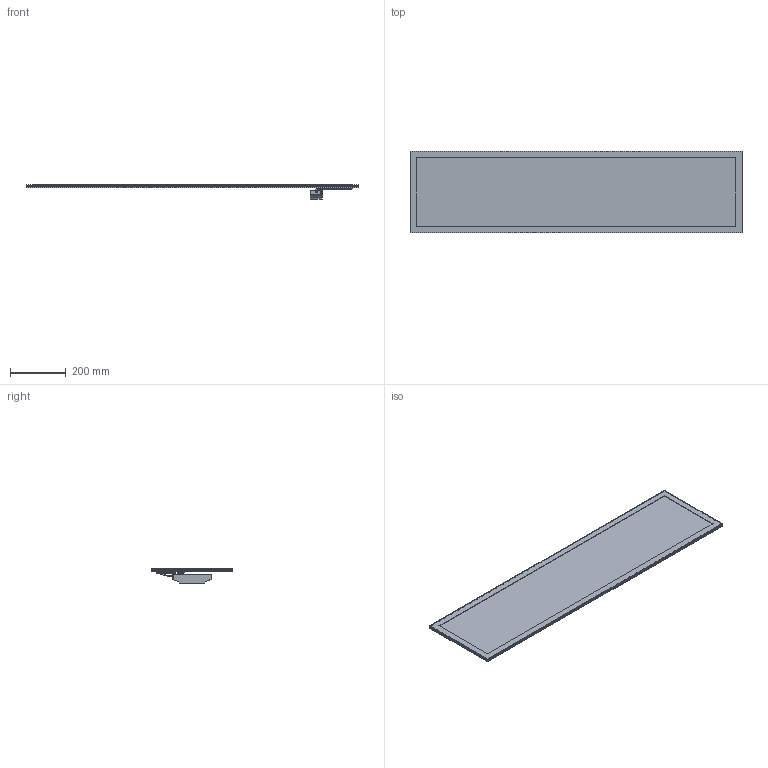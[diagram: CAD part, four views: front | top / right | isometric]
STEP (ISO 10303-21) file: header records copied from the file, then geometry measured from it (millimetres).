
FILE_DESCRIPTION (( 'STEP AP203' ), '1' );
FILE_NAME ('Ñâåòîäèîäíàÿ ïàíåëü ÄÂÎ6568,1195õ295õ11,Å,40Âò,4500Ê IEK.STEP', '2018-01-24T07:36:32', ( '' ), ( '' ), 'SwSTEP 2.0', 'SolidWorks 2014', '' );
FILE_SCHEMA (( 'CONFIG_CONTROL_DESIGN' ));
Length unit declared in the file: millimetre
Products named in the file (1): Ñâåòîäèîäíàÿ ïàíåëü ÄÂÎ6568,1195õ295õ11,Å,40Âò,4500Ê IEK
Bounding box: 1195 x 295 x 52 mm (x, y, z)
Volume: 1063019.4 mm3; surface area: 1501360.1 mm2
Topology: 1 solids, 1 shells, 188 faces, 486 edges, 317 vertices
Faces by surface type: plane 132, cylinder 43, torus 9, cone 4
Full cylindrical faces by diameter (mm): 3.4 x1, 8 x1
Entity records: 5813 total; most frequent: CARTESIAN_POINT 1013, ORIENTED_EDGE 966, DIRECTION 960, EDGE_CURVE 483, VECTOR 380, LINE 380, VERTEX_POINT 317, AXIS2_PLACEMENT_3D 290
